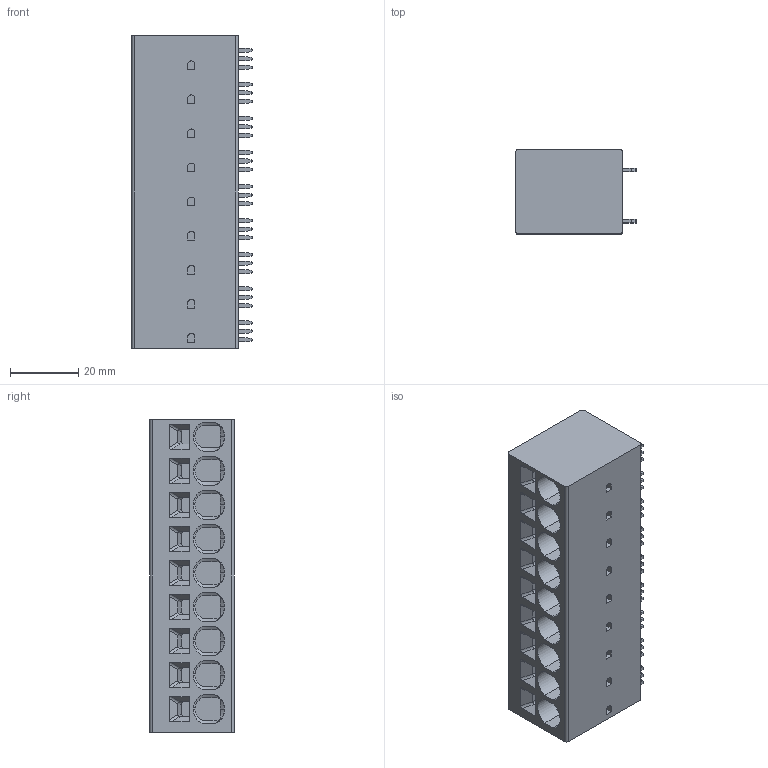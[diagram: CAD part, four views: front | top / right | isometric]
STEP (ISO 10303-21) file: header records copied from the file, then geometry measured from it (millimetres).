
FILE_DESCRIPTION((''),'2;1');
FILE_NAME('TLM-704V','2024-09-21T',('sj'),(''),'PRO/ENGINEER BY PARAMETRIC TECHNOLOGY CORPORATION, 2013240','PRO/ENGINEER BY PARAMETRIC TECHNOLOGY CORPORATION, 2013240','');
FILE_SCHEMA(('AUTOMOTIVE_DESIGN_CC2 { 1 2 10303 214 -1 1 5 2 }'));
Length unit declared in the file: millimetre
Products named in the file (1): TLM-704V
Bounding box: 35.4 x 24.7 x 91.8 mm (x, y, z)
Volume: 64663.4 mm3; surface area: 15894.9 mm2
Topology: 1 solids, 1 shells, 685 faces, 1770 edges, 1168 vertices
Faces by surface type: plane 519, cylinder 148, cone 18
Entity records: 21113 total; most frequent: CARTESIAN_POINT 4422, ORIENTED_EDGE 3540, DIRECTION 3220, EDGE_CURVE 1770, VECTOR 1366, LINE 1366, VERTEX_POINT 1168, AXIS2_PLACEMENT_3D 927
